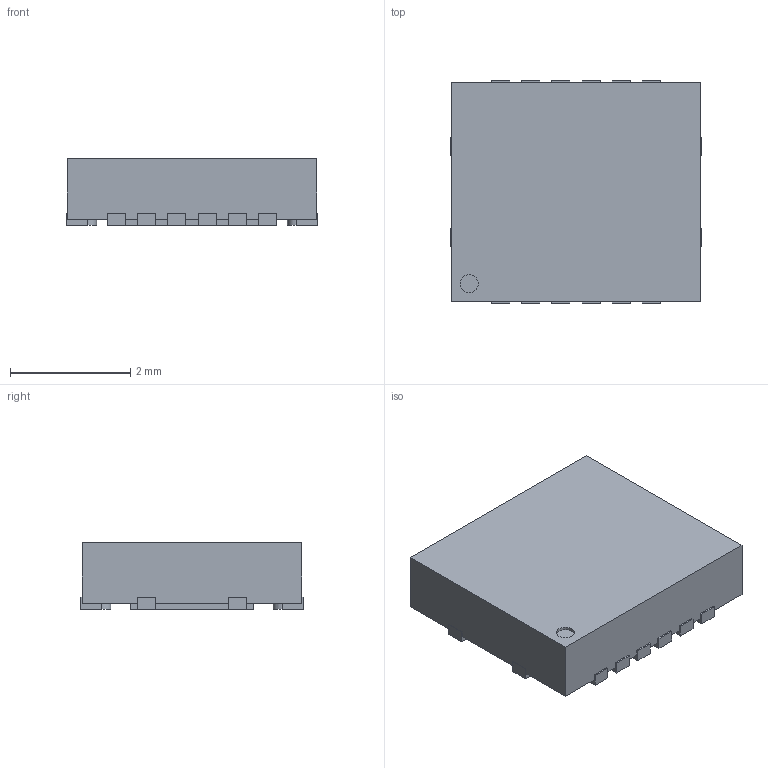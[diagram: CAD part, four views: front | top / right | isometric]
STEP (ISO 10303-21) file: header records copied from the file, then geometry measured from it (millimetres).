
FILE_DESCRIPTION(('FreeCAD Model'),'2;1');
FILE_NAME( 'PVQFN20.step', '2016-07-22T14:54:58',(''),(''),'Open CASCADE STEP processor 6.8', 'FreeCAD','Unknown');
FILE_SCHEMA(('AUTOMOTIVE_DESIGN_CC2 { 1 2 10303 214 -1 1 5 4 }'));
Length unit declared in the file: inch
Products named in the file (2): ASSEMBLY; PVQFN16
Assembly tree (1 placements, depth 2):
  ASSEMBLY
    PVQFN16
Bounding box: 4.17 x 3.7 x 1.1 mm (x, y, z)
Volume: 15.9 mm3; surface area: 49.5 mm2
Topology: 1 solids, 1 shells, 109 faces, 315 edges, 210 vertices
Faces by surface type: plane 92, cylinder 17
Full cylindrical faces by diameter (mm): 0.3 x1
Entity records: 8351 total; most frequent: CARTESIAN_POINT 1576, DIRECTION 1016, LINE 717, VECTOR 717, ORIENTED_EDGE 630, PCURVE 630, DEFINITIONAL_REPRESENTATION 630, EDGE_CURVE 315
